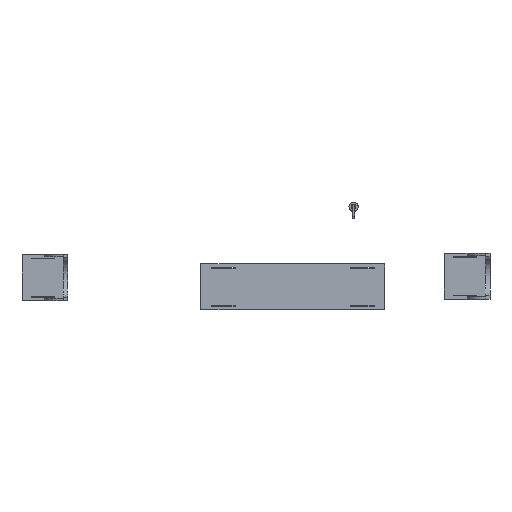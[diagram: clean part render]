
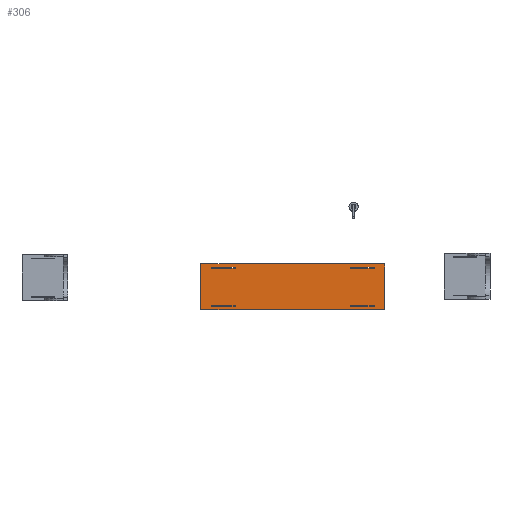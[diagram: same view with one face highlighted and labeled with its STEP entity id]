
A CAD part, top view. The second image highlights one B-rep face of the part: STEP entity #306.
In plain terms, the highlighted planar face has unit normal (0, 0, 1).
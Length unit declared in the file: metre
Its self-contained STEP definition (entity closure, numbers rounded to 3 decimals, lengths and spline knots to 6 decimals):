
#306 = ADVANCED_FACE( '', ( #644, #645, #646, #647, #648 ), #649, .T. );
#644 = FACE_BOUND( '', #992, .T. );
#645 = FACE_BOUND( '', #993, .T. );
#646 = FACE_BOUND( '', #994, .T. );
#647 = FACE_BOUND( '', #995, .T. );
#648 = FACE_OUTER_BOUND( '', #996, .T. );
#649 = PLANE( '', #997 );
#992 = EDGE_LOOP( '', ( #1788, #1789, #1790, #1791 ) );
#993 = EDGE_LOOP( '', ( #1792, #1793, #1794, #1795 ) );
#994 = EDGE_LOOP( '', ( #1796, #1797, #1798, #1799 ) );
#995 = EDGE_LOOP( '', ( #1800, #1801, #1802, #1803 ) );
#996 = EDGE_LOOP( '', ( #1804, #1805, #1806, #1807 ) );
#997 = AXIS2_PLACEMENT_3D( '', #1808, #1809, #1810 );
#1788 = ORIENTED_EDGE( '', *, *, #2214, .F. );
#1789 = ORIENTED_EDGE( '', *, *, #2112, .T. );
#1790 = ORIENTED_EDGE( '', *, *, #1935, .T. );
#1791 = ORIENTED_EDGE( '', *, *, #2209, .F. );
#1792 = ORIENTED_EDGE( '', *, *, #2221, .F. );
#1793 = ORIENTED_EDGE( '', *, *, #2222, .T. );
#1794 = ORIENTED_EDGE( '', *, *, #2093, .T. );
#1795 = ORIENTED_EDGE( '', *, *, #2067, .F. );
#1796 = ORIENTED_EDGE( '', *, *, #2144, .T. );
#1797 = ORIENTED_EDGE( '', *, *, #2033, .T. );
#1798 = ORIENTED_EDGE( '', *, *, #1921, .F. );
#1799 = ORIENTED_EDGE( '', *, *, #1931, .F. );
#1800 = ORIENTED_EDGE( '', *, *, #2147, .F. );
#1801 = ORIENTED_EDGE( '', *, *, #2216, .T. );
#1802 = ORIENTED_EDGE( '', *, *, #2089, .T. );
#1803 = ORIENTED_EDGE( '', *, *, #2133, .F. );
#1804 = ORIENTED_EDGE( '', *, *, #2119, .F. );
#1805 = ORIENTED_EDGE( '', *, *, #1952, .T. );
#1806 = ORIENTED_EDGE( '', *, *, #1966, .T. );
#1807 = ORIENTED_EDGE( '', *, *, #2223, .F. );
#1808 = CARTESIAN_POINT( '', ( -0.560263, 0.012622, 0.006 ) );
#1809 = DIRECTION( '', ( 0., 0., 1. ) );
#1810 = DIRECTION( '', ( 1., 0., 0. ) );
#1921 = EDGE_CURVE( '', #2274, #2276, #2277, .T. );
#1931 = EDGE_CURVE( '', #2291, #2274, #2293, .T. );
#1935 = EDGE_CURVE( '', #2300, #2298, #2301, .T. );
#1952 = EDGE_CURVE( '', #2330, #2328, #2331, .T. );
#1966 = EDGE_CURVE( '', #2328, #2352, #2354, .T. );
#2033 = EDGE_CURVE( '', #2462, #2276, #2463, .T. );
#2067 = EDGE_CURVE( '', #2514, #2516, #2517, .T. );
#2089 = EDGE_CURVE( '', #2549, #2547, #2550, .T. );
#2093 = EDGE_CURVE( '', #2555, #2516, #2556, .T. );
#2112 = EDGE_CURVE( '', #2581, #2300, #2582, .T. );
#2119 = EDGE_CURVE( '', #2330, #2590, #2591, .T. );
#2133 = EDGE_CURVE( '', #2606, #2547, #2608, .T. );
#2144 = EDGE_CURVE( '', #2291, #2462, #2623, .T. );
#2147 = EDGE_CURVE( '', #2625, #2606, #2627, .T. );
#2209 = EDGE_CURVE( '', #2705, #2298, #2707, .T. );
#2214 = EDGE_CURVE( '', #2581, #2705, #2712, .T. );
#2216 = EDGE_CURVE( '', #2625, #2549, #2714, .T. );
#2221 = EDGE_CURVE( '', #2719, #2514, #2720, .T. );
#2222 = EDGE_CURVE( '', #2719, #2555, #2721, .T. );
#2223 = EDGE_CURVE( '', #2590, #2352, #2722, .T. );
#2274 = VERTEX_POINT( '', #2782 );
#2276 = VERTEX_POINT( '', #2785 );
#2277 = LINE( '', #2786, #2787 );
#2291 = VERTEX_POINT( '', #2807 );
#2293 = LINE( '', #2810, #2811 );
#2298 = VERTEX_POINT( '', #2817 );
#2300 = VERTEX_POINT( '', #2820 );
#2301 = LINE( '', #2821, #2822 );
#2328 = VERTEX_POINT( '', #2860 );
#2330 = VERTEX_POINT( '', #2863 );
#2331 = LINE( '', #2864, #2865 );
#2352 = VERTEX_POINT( '', #2893 );
#2354 = LINE( '', #2896, #2897 );
#2462 = VERTEX_POINT( '', #3047 );
#2463 = LINE( '', #3048, #3049 );
#2514 = VERTEX_POINT( '', #3121 );
#2516 = VERTEX_POINT( '', #3124 );
#2517 = LINE( '', #3125, #3126 );
#2547 = VERTEX_POINT( '', #3171 );
#2549 = VERTEX_POINT( '', #3174 );
#2550 = LINE( '', #3175, #3176 );
#2555 = VERTEX_POINT( '', #3183 );
#2556 = LINE( '', #3184, #3185 );
#2581 = VERTEX_POINT( '', #3224 );
#2582 = LINE( '', #3225, #3226 );
#2590 = VERTEX_POINT( '', #3237 );
#2591 = LINE( '', #3238, #3239 );
#2606 = VERTEX_POINT( '', #3260 );
#2608 = LINE( '', #3263, #3264 );
#2623 = LINE( '', #3282, #3283 );
#2625 = VERTEX_POINT( '', #3285 );
#2627 = LINE( '', #3288, #3289 );
#2705 = VERTEX_POINT( '', #3399 );
#2707 = LINE( '', #3402, #3403 );
#2712 = LINE( '', #3409, #3410 );
#2714 = LINE( '', #3412, #3413 );
#2719 = VERTEX_POINT( '', #3418 );
#2720 = LINE( '', #3419, #3420 );
#2721 = LINE( '', #3421, #3422 );
#2722 = LINE( '', #3423, #3424 );
#2782 = CARTESIAN_POINT( '', ( -0.754015, 0.074351, 0.006 ) );
#2785 = CARTESIAN_POINT( '', ( -0.754015, 0.071251, 0.006 ) );
#2786 = CARTESIAN_POINT( '', ( -0.754015, 0.072801, 0.006 ) );
#2787 = VECTOR( '', #3473, 1. );
#2807 = CARTESIAN_POINT( '', ( -0.651451, 0.074351, 0.006 ) );
#2810 = CARTESIAN_POINT( '', ( -0.702733, 0.074351, 0.006 ) );
#2811 = VECTOR( '', #3481, 1. );
#2817 = CARTESIAN_POINT( '', ( -0.045985, 0.071251, 0.006 ) );
#2820 = CARTESIAN_POINT( '', ( -0.045985, 0.074351, 0.006 ) );
#2821 = CARTESIAN_POINT( '', ( -0.045985, 0.072801, 0.006 ) );
#2822 = VECTOR( '', #3484, 1. );
#2860 = CARTESIAN_POINT( '', ( -0.8, 0.089313, 0.006 ) );
#2863 = CARTESIAN_POINT( '', ( 0., 0.089313, 0.006 ) );
#2864 = CARTESIAN_POINT( '', ( -0.4, 0.089313, 0.006 ) );
#2865 = VECTOR( '', #3500, 1. );
#2893 = CARTESIAN_POINT( '', ( -0.8, -0.110687, 0.006 ) );
#2896 = CARTESIAN_POINT( '', ( -0.8, -0.010687, 0.006 ) );
#2897 = VECTOR( '', #3515, 1. );
#3047 = CARTESIAN_POINT( '', ( -0.651451, 0.071251, 0.006 ) );
#3048 = CARTESIAN_POINT( '', ( -0.702733, 0.071251, 0.006 ) );
#3049 = VECTOR( '', #3582, 1. );
#3121 = CARTESIAN_POINT( '', ( -0.045985, -0.095725, 0.006 ) );
#3124 = CARTESIAN_POINT( '', ( -0.045985, -0.092625, 0.006 ) );
#3125 = CARTESIAN_POINT( '', ( -0.045985, -0.094175, 0.006 ) );
#3126 = VECTOR( '', #3614, 1. );
#3171 = CARTESIAN_POINT( '', ( -0.754015, -0.092625, 0.006 ) );
#3174 = CARTESIAN_POINT( '', ( -0.754015, -0.095725, 0.006 ) );
#3175 = CARTESIAN_POINT( '', ( -0.754015, -0.094175, 0.006 ) );
#3176 = VECTOR( '', #3631, 1. );
#3183 = CARTESIAN_POINT( '', ( -0.148549, -0.092625, 0.006 ) );
#3184 = CARTESIAN_POINT( '', ( -0.097267, -0.092625, 0.006 ) );
#3185 = VECTOR( '', #3634, 1. );
#3224 = CARTESIAN_POINT( '', ( -0.148549, 0.074351, 0.006 ) );
#3225 = CARTESIAN_POINT( '', ( -0.097267, 0.074351, 0.006 ) );
#3226 = VECTOR( '', #3649, 1. );
#3237 = CARTESIAN_POINT( '', ( 0., -0.110687, 0.006 ) );
#3238 = CARTESIAN_POINT( '', ( 0., -0.010687, 0.006 ) );
#3239 = VECTOR( '', #3653, 1. );
#3260 = CARTESIAN_POINT( '', ( -0.651451, -0.092625, 0.006 ) );
#3263 = CARTESIAN_POINT( '', ( -0.702733, -0.092625, 0.006 ) );
#3264 = VECTOR( '', #3670, 1. );
#3282 = CARTESIAN_POINT( '', ( -0.651451, 0.072801, 0.006 ) );
#3283 = VECTOR( '', #3683, 1. );
#3285 = CARTESIAN_POINT( '', ( -0.651451, -0.095725, 0.006 ) );
#3288 = CARTESIAN_POINT( '', ( -0.651451, -0.094175, 0.006 ) );
#3289 = VECTOR( '', #3685, 1. );
#3399 = CARTESIAN_POINT( '', ( -0.148549, 0.071251, 0.006 ) );
#3402 = CARTESIAN_POINT( '', ( -0.097267, 0.071251, 0.006 ) );
#3403 = VECTOR( '', #3740, 1. );
#3409 = CARTESIAN_POINT( '', ( -0.148549, 0.072801, 0.006 ) );
#3410 = VECTOR( '', #3742, 1. );
#3412 = CARTESIAN_POINT( '', ( -0.702733, -0.095725, 0.006 ) );
#3413 = VECTOR( '', #3743, 1. );
#3418 = CARTESIAN_POINT( '', ( -0.148549, -0.095725, 0.006 ) );
#3419 = CARTESIAN_POINT( '', ( -0.097267, -0.095725, 0.006 ) );
#3420 = VECTOR( '', #3744, 1. );
#3421 = CARTESIAN_POINT( '', ( -0.148549, -0.094175, 0.006 ) );
#3422 = VECTOR( '', #3745, 1. );
#3423 = CARTESIAN_POINT( '', ( -0.4, -0.110687, 0.006 ) );
#3424 = VECTOR( '', #3746, 1. );
#3473 = DIRECTION( '', ( 0., -1., 0. ) );
#3481 = DIRECTION( '', ( -1., 0., 0. ) );
#3484 = DIRECTION( '', ( 0., -1., 0. ) );
#3500 = DIRECTION( '', ( -1., 0., 0. ) );
#3515 = DIRECTION( '', ( 0., -1., 0. ) );
#3582 = DIRECTION( '', ( -1., 0., 0. ) );
#3614 = DIRECTION( '', ( 0., 1., 0. ) );
#3631 = DIRECTION( '', ( 0., 1., 0. ) );
#3634 = DIRECTION( '', ( 1., 0., 0. ) );
#3649 = DIRECTION( '', ( 1., 0., 0. ) );
#3653 = DIRECTION( '', ( 0., -1., 0. ) );
#3670 = DIRECTION( '', ( -1., 0., 0. ) );
#3683 = DIRECTION( '', ( 0., -1., 0. ) );
#3685 = DIRECTION( '', ( 0., 1., 0. ) );
#3740 = DIRECTION( '', ( 1., 0., 0. ) );
#3742 = DIRECTION( '', ( 0., -1., 0. ) );
#3743 = DIRECTION( '', ( -1., 0., 0. ) );
#3744 = DIRECTION( '', ( 1., 0., 0. ) );
#3745 = DIRECTION( '', ( 0., 1., 0. ) );
#3746 = DIRECTION( '', ( -1., 0., 0. ) );
